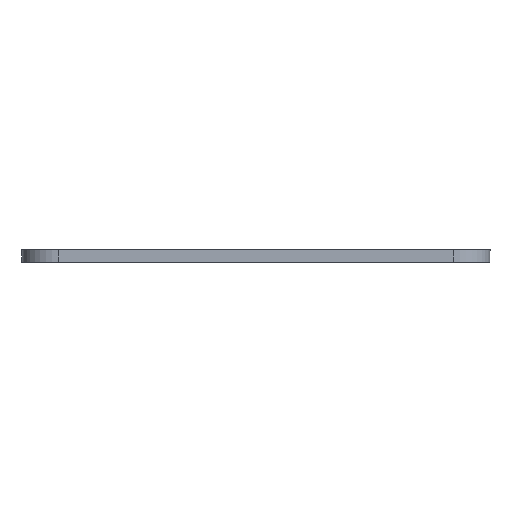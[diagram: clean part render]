
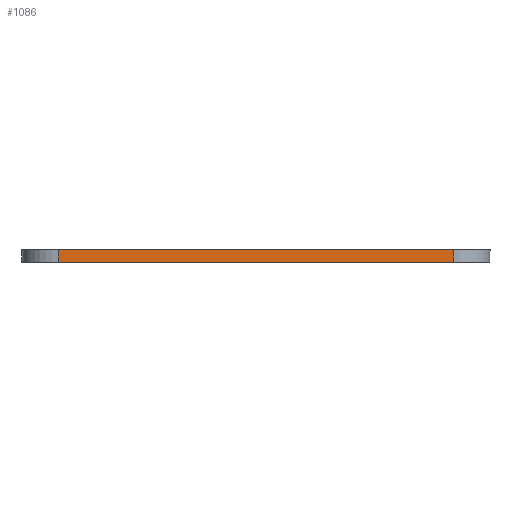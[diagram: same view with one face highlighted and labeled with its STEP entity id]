
A CAD part, left-side view. The second image highlights one B-rep face of the part: STEP entity #1086.
In plain terms, the highlighted planar face has unit normal (-1, 0, 0).
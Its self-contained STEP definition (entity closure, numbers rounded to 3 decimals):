
#57=PLANE('',#1172);
#86=FACE_OUTER_BOUND('',#140,.T.);
#140=EDGE_LOOP('',(#767,#768,#769,#770));
#236=LINE('',#1658,#324);
#237=LINE('',#1661,#325);
#238=LINE('',#1663,#326);
#239=LINE('',#1664,#327);
#324=VECTOR('',#1332,10.);
#325=VECTOR('',#1335,10.);
#326=VECTOR('',#1336,10.);
#327=VECTOR('',#1337,10.);
#487=VERTEX_POINT('',#1651);
#490=VERTEX_POINT('',#1656);
#491=VERTEX_POINT('',#1660);
#492=VERTEX_POINT('',#1662);
#602=EDGE_CURVE('',#490,#487,#236,.T.);
#603=EDGE_CURVE('',#491,#490,#237,.T.);
#604=EDGE_CURVE('',#492,#491,#238,.T.);
#605=EDGE_CURVE('',#492,#487,#239,.T.);
#767=ORIENTED_EDGE('',*,*,#602,.F.);
#768=ORIENTED_EDGE('',*,*,#603,.F.);
#769=ORIENTED_EDGE('',*,*,#604,.F.);
#770=ORIENTED_EDGE('',*,*,#605,.T.);
#1086=ADVANCED_FACE('',(#86),#57,.T.);
#1172=AXIS2_PLACEMENT_3D('',#1659,#1333,#1334);
#1332=DIRECTION('',(0.,0.,-1.));
#1333=DIRECTION('center_axis',(-1.,0.,0.));
#1334=DIRECTION('ref_axis',(0.,-1.,0.));
#1335=DIRECTION('',(0.,-1.,0.));
#1336=DIRECTION('',(0.,0.,1.));
#1337=DIRECTION('',(0.,-1.,0.));
#1651=CARTESIAN_POINT('',(-162.909,-50.615,0.));
#1656=CARTESIAN_POINT('',(-162.909,-50.615,3.));
#1658=CARTESIAN_POINT('',(-162.909,-50.615,-0.1));
#1659=CARTESIAN_POINT('Origin',(-162.909,55.685,-0.1));
#1660=CARTESIAN_POINT('',(-162.909,47.685,3.));
#1661=CARTESIAN_POINT('',(-162.909,27.11,3.));
#1662=CARTESIAN_POINT('',(-162.909,47.685,0.));
#1663=CARTESIAN_POINT('',(-162.909,47.685,-0.1));
#1664=CARTESIAN_POINT('',(-162.909,27.11,0.));
